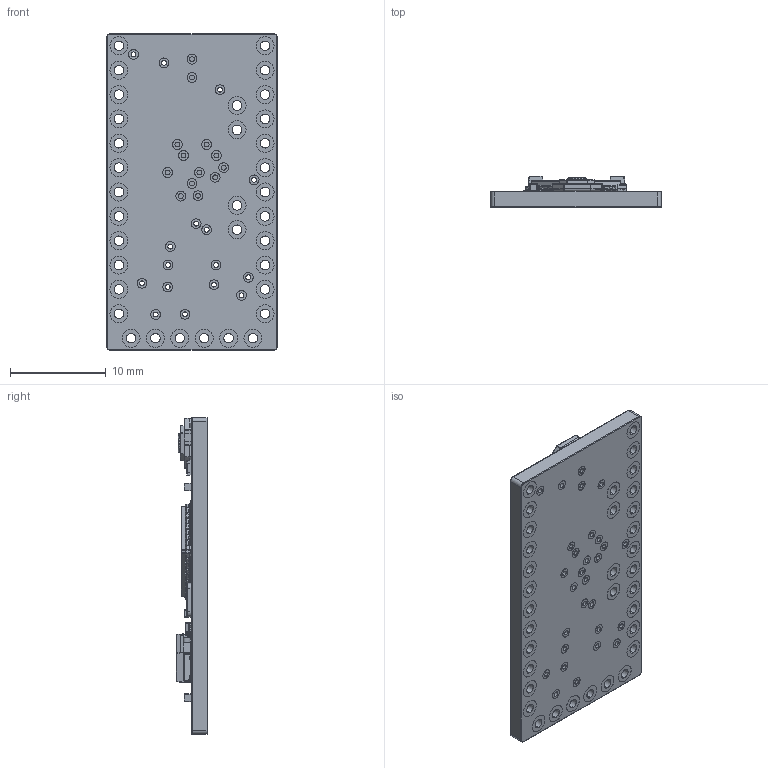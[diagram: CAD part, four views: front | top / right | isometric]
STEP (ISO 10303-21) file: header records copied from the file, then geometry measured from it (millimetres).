
FILE_DESCRIPTION(('FreeCAD Model'),'2;1');
FILE_NAME('Arduino_Pro_Mini.step','2017-12-15T22:01:57',('Author'),(''), 'Open CASCADE STEP processor 6.9','FreeCAD','Unknown');
FILE_SCHEMA(('AUTOMOTIVE_DESIGN_CC2 { 1 2 10303 214 -1 1 5 4 }'));
Length unit declared in the file: millimetre
Products named in the file (27): ASSEMBLY; SOT23-010; SOT23-009; SOT23-008; SOT23-006; SOT23-007; Surface_Mount_Chip_LED_3.2x1.6mm013; Surface_Mount_Chip_LED_3.2x1.6mm011; condensateurTantale_106C_D‚faut005; Surface_Mount_Chip_LED_3.2x1.6mm008; condensateurTantale_106C_D‚faut; cap_608; res_607; Surface_Mount_Chip_LED_3.2x1.6mm005; res_603; cap_607; TACTILE-SWITCH-SMD-ALT01; res_605; condensateurTantale_106C_D‚faut001; SOT23-5; cap_609; Surface_Mount_Chip_LED_3.2x1.6mm003; Surface_Mount_Chip_LED_3.2x1.6mm002; Surface_Mount_Chip_LED_3.2x1.6mm; Fusion001; board; ATmega
Assembly tree (51 placements, depth 2):
  ASSEMBLY
    SOT23-010
    SOT23-009
    SOT23-008
    SOT23-006
    SOT23-007
    Surface_Mount_Chip_LED_3.2x1.6mm013  x2
    Surface_Mount_Chip_LED_3.2x1.6mm011  x2
    condensateurTantale_106C_D‚faut005  x2
    Surface_Mount_Chip_LED_3.2x1.6mm008  x2
    condensateurTantale_106C_D‚faut  x2
    cap_608  x4
    res_607  x3
    Surface_Mount_Chip_LED_3.2x1.6mm005  x2
    res_603  x3
    cap_607  x4
    TACTILE-SWITCH-SMD-ALT01
    res_605  x3
    condensateurTantale_106C_D‚faut001  x2
    SOT23-5
    cap_609  x4
    Surface_Mount_Chip_LED_3.2x1.6mm003  x2
    Surface_Mount_Chip_LED_3.2x1.6mm002  x2
    Surface_Mount_Chip_LED_3.2x1.6mm  x2
    Fusion001
    board
    ATmega
Bounding box: 17.78 x 3.26 x 33.02 mm (x, y, z)
Volume: 1020.8 mm3; surface area: 1943 mm2
Topology: 51 solids, 51 shells, 3570 faces, 8456 edges, 4934 vertices
Faces by surface type: cylinder 1544, plane 1099, bspline 311, sphere 308, torus 306, cone 2
Entity records: 114095 total; most frequent: CARTESIAN_POINT 27990, DIRECTION 14703, ORIENTED_EDGE 13972, EDGE_CURVE 6986, AXIS2_PLACEMENT_3D 5636, VERTEX_POINT 4212, LINE 3431, VECTOR 3431
